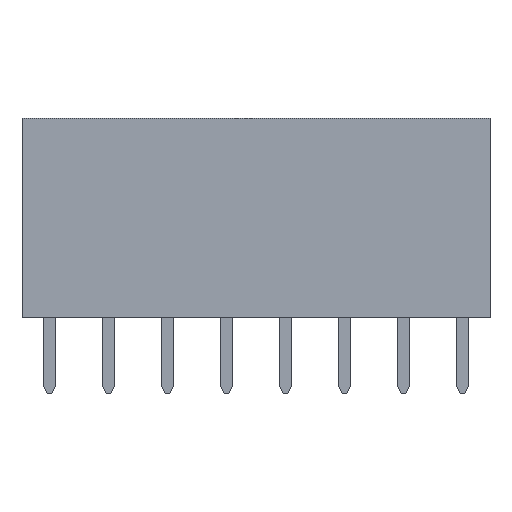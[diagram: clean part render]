
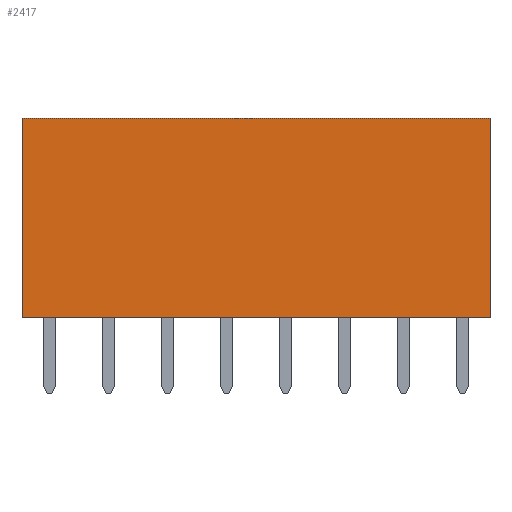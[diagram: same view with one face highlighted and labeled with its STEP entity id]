
A CAD part, top view. The second image highlights one B-rep face of the part: STEP entity #2417.
In plain terms, the highlighted planar face has unit normal (0, 0, 1).
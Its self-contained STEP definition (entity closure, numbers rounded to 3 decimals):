
#1318 = VECTOR ( 'NONE', #19114, 1000. ) ;
#2025 = PLANE ( 'NONE',  #5178 ) ;
#2417 = ADVANCED_FACE ( 'NONE', ( #17194 ), #2025, .T. ) ;
#3368 = EDGE_LOOP ( 'NONE', ( #21546, #24002, #14086, #7477 ) ) ;
#4262 = LINE ( 'NONE', #19601, #8340 ) ;
#5057 = CARTESIAN_POINT ( 'NONE',  ( -20.395, -4.288, 1.238 ) ) ;
#5178 = AXIS2_PLACEMENT_3D ( 'NONE', #26222, #13055, #24074 ) ;
#6247 = LINE ( 'NONE', #15001, #7860 ) ;
#7255 = EDGE_CURVE ( 'NONE', #14119, #23748, #18682, .T. ) ;
#7474 = CARTESIAN_POINT ( 'NONE',  ( -0.255, 4.288, 1.238 ) ) ;
#7477 = ORIENTED_EDGE ( 'NONE', *, *, #17437, .T. ) ;
#7860 = VECTOR ( 'NONE', #23731, 1000. ) ;
#8340 = VECTOR ( 'NONE', #21333, 1000. ) ;
#9890 = LINE ( 'NONE', #10183, #13900 ) ;
#10183 = CARTESIAN_POINT ( 'NONE',  ( -0.255, -4.287, 1.238 ) ) ;
#10334 = DIRECTION ( 'NONE',  ( 1., 0., 0. ) ) ;
#13055 = DIRECTION ( 'NONE',  ( 0., 0., 1. ) ) ;
#13900 = VECTOR ( 'NONE', #10334, 1000. ) ;
#14086 = ORIENTED_EDGE ( 'NONE', *, *, #25559, .T. ) ;
#14119 = VERTEX_POINT ( 'NONE', #17080 ) ;
#15001 = CARTESIAN_POINT ( 'NONE',  ( -0.255, 4.288, 1.238 ) ) ;
#17080 = CARTESIAN_POINT ( 'NONE',  ( -20.395, 4.287, 1.238 ) ) ;
#17194 = FACE_OUTER_BOUND ( 'NONE', #3368, .T. ) ;
#17437 = EDGE_CURVE ( 'NONE', #18613, #14119, #6247, .T. ) ;
#18613 = VERTEX_POINT ( 'NONE', #7474 ) ;
#18682 = LINE ( 'NONE', #21103, #1318 ) ;
#19114 = DIRECTION ( 'NONE',  ( 0., -1., 0. ) ) ;
#19601 = CARTESIAN_POINT ( 'NONE',  ( -0.255, -4.287, 1.238 ) ) ;
#21103 = CARTESIAN_POINT ( 'NONE',  ( -20.395, -4.288, 1.238 ) ) ;
#21244 = EDGE_CURVE ( 'NONE', #23748, #24154, #9890, .T. ) ;
#21333 = DIRECTION ( 'NONE',  ( 0., 1., 0. ) ) ;
#21546 = ORIENTED_EDGE ( 'NONE', *, *, #7255, .T. ) ;
#23731 = DIRECTION ( 'NONE',  ( -1., 0., 0. ) ) ;
#23748 = VERTEX_POINT ( 'NONE', #5057 ) ;
#24002 = ORIENTED_EDGE ( 'NONE', *, *, #21244, .T. ) ;
#24074 = DIRECTION ( 'NONE',  ( 1., 0., 0. ) ) ;
#24154 = VERTEX_POINT ( 'NONE', #27940 ) ;
#25559 = EDGE_CURVE ( 'NONE', #24154, #18613, #4262, .T. ) ;
#26222 = CARTESIAN_POINT ( 'NONE',  ( 0., 0., 1.238 ) ) ;
#27940 = CARTESIAN_POINT ( 'NONE',  ( -0.255, -4.287, 1.238 ) ) ;
